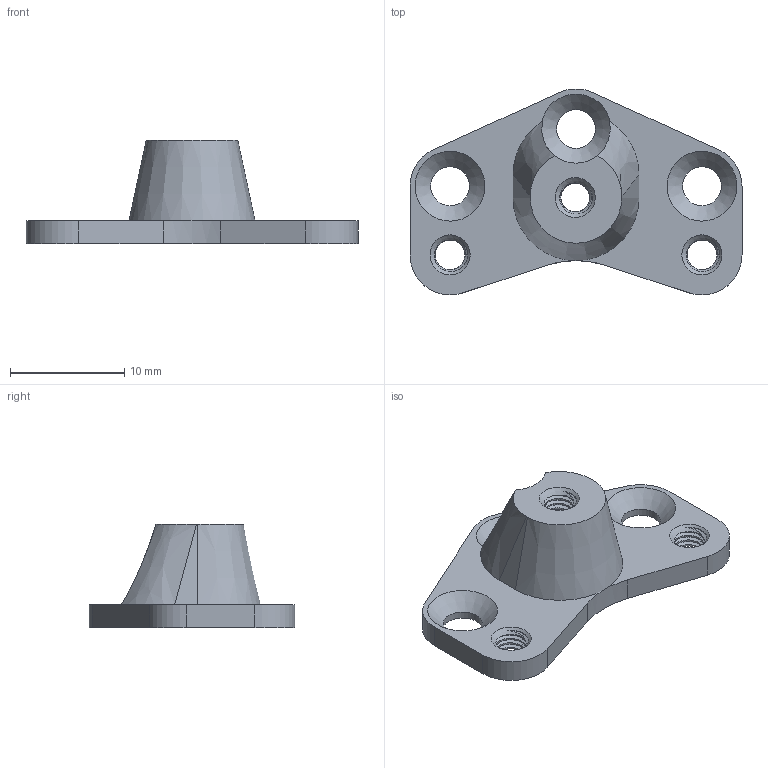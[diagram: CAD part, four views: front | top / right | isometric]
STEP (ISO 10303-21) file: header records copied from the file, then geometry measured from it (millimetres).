
FILE_DESCRIPTION(('FreeCAD Model'),'2;1');
FILE_NAME('Open CASCADE Shape Model','2025-05-23T15:35:48',(''),(''), 'Open CASCADE STEP processor 7.8','FreeCAD','Unknown');
FILE_SCHEMA(('AUTOMOTIVE_DESIGN { 1 0 10303 214 1 1 1 1 }'));
Length unit declared in the file: millimetre
Products named in the file (1): Rear shock mount
Bounding box: 29 x 17.99 x 9 mm (x, y, z)
Volume: 1110.6 mm3; surface area: 1268.2 mm2
Topology: 1 solids, 1 shells, 123 faces, 308 edges, 186 vertices
Faces by surface type: bspline 90, cylinder 13, plane 10, cone 10
Full cylindrical faces by diameter (mm): 3.4 x3
Entity records: 12820 total; most frequent: CARTESIAN_POINT 10525, ORIENTED_EDGE 616, EDGE_CURVE 308, B_SPLINE_CURVE_WITH_KNOTS 217, DIRECTION 210, VERTEX_POINT 186, FACE_BOUND 135, EDGE_LOOP 135
